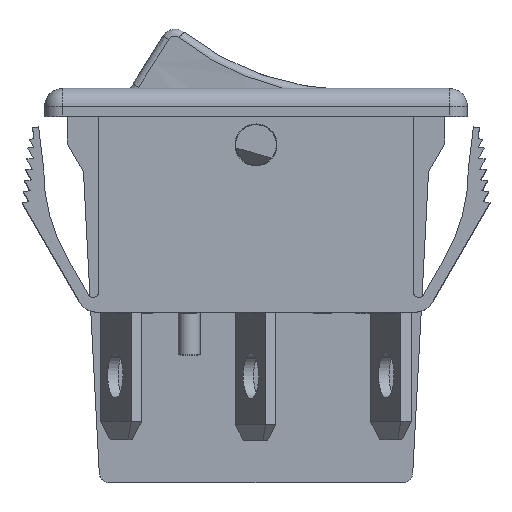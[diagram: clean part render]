
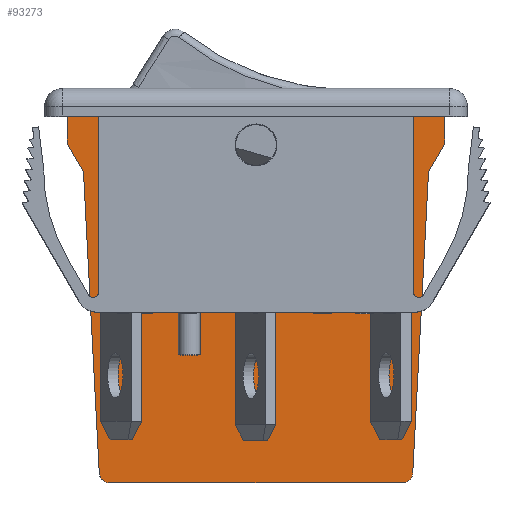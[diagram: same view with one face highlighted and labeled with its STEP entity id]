
A CAD part, top view. The second image highlights one B-rep face of the part: STEP entity #93273.
In plain terms, the highlighted planar face has unit normal (0, -0.018, 1).
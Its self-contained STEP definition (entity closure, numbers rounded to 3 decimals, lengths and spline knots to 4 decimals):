
#4051=PLANE('',#101526);
#6151=ELLIPSE('',#101527,0.03,0.03);
#6152=ELLIPSE('',#101528,0.03,0.03);
#9891=FACE_OUTER_BOUND('',#14671,.T.);
#14671=EDGE_LOOP('',(#80553,#80554,#80555,#80556,#80557,#80558,#80559,#80560,
#80561,#80562,#80563,#80564,#80565,#80566));
#20977=LINE('',#126776,#28154);
#25834=LINE('',#165503,#33011);
#25841=LINE('',#165516,#33018);
#25844=LINE('',#165521,#33021);
#25854=LINE('',#165538,#33031);
#26370=LINE('',#166833,#33547);
#26372=LINE('',#166839,#33549);
#26373=LINE('',#166841,#33550);
#26374=LINE('',#166842,#33551);
#26375=LINE('',#166844,#33552);
#26376=LINE('',#166846,#33553);
#26377=LINE('',#166848,#33554);
#28154=VECTOR('',#103160,0.886);
#33011=VECTOR('',#121459,0.087);
#33018=VECTOR('',#121466,0.087);
#33021=VECTOR('',#121471,0.5511);
#33031=VECTOR('',#121487,0.5511);
#33547=VECTOR('',#122675,0.8214);
#33549=VECTOR('',#122681,0.8469);
#33550=VECTOR('',#122682,0.0901);
#33551=VECTOR('',#122683,0.078);
#33552=VECTOR('',#122684,0.078);
#33553=VECTOR('',#122685,0.0901);
#33554=VECTOR('',#122686,0.8469);
#35285=VERTEX_POINT('',#126772);
#35287=VERTEX_POINT('',#126775);
#42605=VERTEX_POINT('',#165499);
#42607=VERTEX_POINT('',#165502);
#42612=VERTEX_POINT('',#165513);
#42613=VERTEX_POINT('',#165515);
#42967=VERTEX_POINT('',#166830);
#42968=VERTEX_POINT('',#166832);
#42969=VERTEX_POINT('',#166836);
#42970=VERTEX_POINT('',#166838);
#42971=VERTEX_POINT('',#166840);
#42972=VERTEX_POINT('',#166843);
#42973=VERTEX_POINT('',#166845);
#42974=VERTEX_POINT('',#166847);
#44490=EDGE_CURVE('',#35285,#35287,#20977,.T.);
#55143=EDGE_CURVE('',#42607,#42605,#25834,.T.);
#55150=EDGE_CURVE('',#42612,#42613,#25841,.T.);
#55153=EDGE_CURVE('',#42605,#35287,#25844,.T.);
#55163=EDGE_CURVE('',#35285,#42613,#25854,.T.);
#55766=EDGE_CURVE('',#42968,#42967,#26370,.T.);
#55768=EDGE_CURVE('',#42967,#42969,#6151,.F.);
#55769=EDGE_CURVE('',#42969,#42970,#26372,.T.);
#55770=EDGE_CURVE('',#42970,#42971,#26373,.T.);
#55771=EDGE_CURVE('',#42607,#42971,#26374,.T.);
#55772=EDGE_CURVE('',#42972,#42612,#26375,.T.);
#55773=EDGE_CURVE('',#42972,#42973,#26376,.T.);
#55774=EDGE_CURVE('',#42973,#42974,#26377,.T.);
#55775=EDGE_CURVE('',#42974,#42968,#6152,.F.);
#80553=ORIENTED_EDGE('',*,*,#55766,.T.);
#80554=ORIENTED_EDGE('',*,*,#55768,.T.);
#80555=ORIENTED_EDGE('',*,*,#55769,.T.);
#80556=ORIENTED_EDGE('',*,*,#55770,.T.);
#80557=ORIENTED_EDGE('',*,*,#55771,.F.);
#80558=ORIENTED_EDGE('',*,*,#55143,.T.);
#80559=ORIENTED_EDGE('',*,*,#55153,.T.);
#80560=ORIENTED_EDGE('',*,*,#44490,.F.);
#80561=ORIENTED_EDGE('',*,*,#55163,.T.);
#80562=ORIENTED_EDGE('',*,*,#55150,.F.);
#80563=ORIENTED_EDGE('',*,*,#55772,.F.);
#80564=ORIENTED_EDGE('',*,*,#55773,.T.);
#80565=ORIENTED_EDGE('',*,*,#55774,.T.);
#80566=ORIENTED_EDGE('',*,*,#55775,.T.);
#93273=ADVANCED_FACE('',(#9891),#4051,.F.);
#101526=AXIS2_PLACEMENT_3D('',#166835,#122677,#122678);
#101527=AXIS2_PLACEMENT_3D('',#166837,#122679,#122680);
#101528=AXIS2_PLACEMENT_3D('',#166849,#122687,#122688);
#103160=DIRECTION('',(1.,0.,0.));
#121459=DIRECTION('',(-1.,0.,0.));
#121466=DIRECTION('',(1.,0.,0.));
#121471=DIRECTION('',(0.,-1.,-0.018));
#121487=DIRECTION('',(0.,1.,0.018));
#122675=DIRECTION('',(1.,0.,0.));
#122677=DIRECTION('center_axis',(0.,0.018,-1.));
#122678=DIRECTION('ref_axis',(-1.,0.,0.));
#122679=DIRECTION('center_axis',(0.,0.018,-1.));
#122680=DIRECTION('ref_axis',(0.,1.,0.018));
#122681=DIRECTION('',(0.052,0.998,0.018));
#122682=DIRECTION('',(0.5,0.866,0.016));
#122683=DIRECTION('',(0.,-1.,-0.018));
#122684=DIRECTION('',(0.,1.,0.018));
#122685=DIRECTION('',(0.5,-0.866,-0.016));
#122686=DIRECTION('',(0.052,-0.998,-0.018));
#122687=DIRECTION('center_axis',(0.,0.018,-1.));
#122688=DIRECTION('ref_axis',(0.,-1.,-0.018));
#126772=CARTESIAN_POINT('',(-0.8558,-0.0444,0.0238));
#126775=CARTESIAN_POINT('',(0.0302,-0.0444,0.0238));
#126776=CARTESIAN_POINT('',(-0.8558,-0.0444,0.0238));
#165499=CARTESIAN_POINT('',(0.0302,0.5066,0.034));
#165502=CARTESIAN_POINT('',(0.1172,0.5066,0.034));
#165503=CARTESIAN_POINT('',(0.1172,0.5066,0.034));
#165513=CARTESIAN_POINT('',(-0.9428,0.5066,0.034));
#165515=CARTESIAN_POINT('',(-0.8558,0.5066,0.034));
#165516=CARTESIAN_POINT('',(-0.9428,0.5066,0.034));
#165521=CARTESIAN_POINT('',(0.0302,0.5066,0.034));
#165538=CARTESIAN_POINT('',(-0.8558,-0.0444,0.0238));
#166830=CARTESIAN_POINT('',(-0.0021,-0.5234,0.015));
#166832=CARTESIAN_POINT('',(-0.8235,-0.5234,0.015));
#166833=CARTESIAN_POINT('',(-0.8235,-0.5234,0.015));
#166835=CARTESIAN_POINT('Origin',(-0.9428,0.5066,
0.034));
#166836=CARTESIAN_POINT('',(0.0279,-0.495,0.0155));
#166837=CARTESIAN_POINT('Origin',(-0.0021,-0.4934,
0.0156));
#166838=CARTESIAN_POINT('',(0.0722,0.3506,0.0311));
#166839=CARTESIAN_POINT('',(0.0279,-0.495,0.0155));
#166840=CARTESIAN_POINT('',(0.1172,0.4286,0.0326));
#166841=CARTESIAN_POINT('',(0.0722,0.3506,0.0311));
#166842=CARTESIAN_POINT('',(0.1172,0.5066,0.034));
#166843=CARTESIAN_POINT('',(-0.9428,0.4286,0.0326));
#166844=CARTESIAN_POINT('',(-0.9428,0.4286,0.0326));
#166845=CARTESIAN_POINT('',(-0.8977,0.3506,0.0311));
#166846=CARTESIAN_POINT('',(-0.9428,0.4286,0.0326));
#166847=CARTESIAN_POINT('',(-0.8534,-0.495,0.0155));
#166848=CARTESIAN_POINT('',(-0.8977,0.3506,0.0311));
#166849=CARTESIAN_POINT('Origin',(-0.8235,-0.4934,
0.0156));
